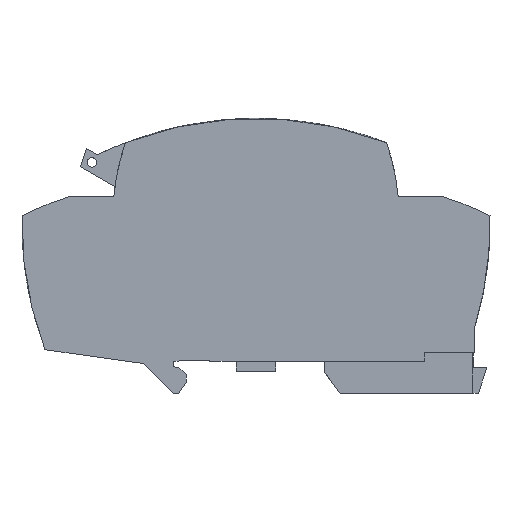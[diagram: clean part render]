
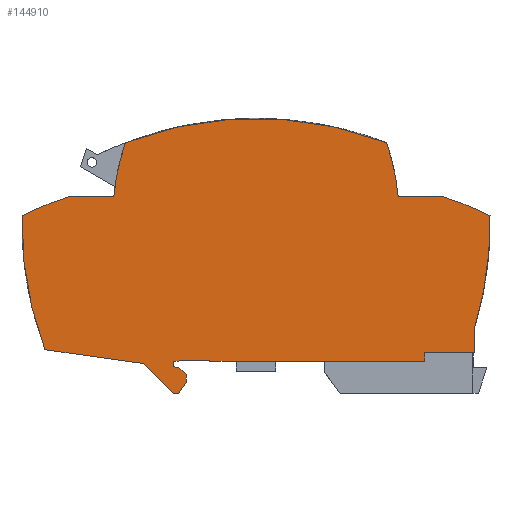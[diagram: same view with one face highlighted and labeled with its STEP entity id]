
A CAD part, left-side view. The second image highlights one B-rep face of the part: STEP entity #144910.
In plain terms, the highlighted planar face has unit normal (-1, 0, 0).
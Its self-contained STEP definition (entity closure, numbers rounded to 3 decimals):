
#3630=CARTESIAN_POINT('',(0.,14.662,
0.));
#3640=DIRECTION('',(0.,1.,0.));
#3650=VECTOR('',#3640,1.);
#3660=LINE('',#3630,#3650);
#3670=CARTESIAN_POINT('',(0.,66.364,
0.));
#3680=VERTEX_POINT('',#3670);
#3690=CARTESIAN_POINT('',(0.,67.434,
0.));
#3700=VERTEX_POINT('',#3690);
#3710=EDGE_CURVE('',#3680,#3700,#3660,.T.);
#10970=CARTESIAN_POINT('',(0.,14.662,
-8.363));
#10980=DIRECTION('',(0.,-0.966,
-0.259));
#10990=VECTOR('',#10980,1.);
#11000=LINE('',#10970,#10990);
#11010=CARTESIAN_POINT('',(0.,67.334,
5.75));
#11020=VERTEX_POINT('',#11010);
#11030=CARTESIAN_POINT('',(0.,66.036,
5.403));
#11040=VERTEX_POINT('',#11030);
#11050=EDGE_CURVE('',#11020,#11040,#11000,.T.);
#12330=CARTESIAN_POINT('',(0.,80.107,
41.95));
#12340=VERTEX_POINT('',#12330);
#12370=CARTESIAN_POINT('',(0.,49.999,
41.95));
#12380=DIRECTION('',(0.,-1.,0.));
#12390=VECTOR('',#12380,1.);
#12400=LINE('',#12370,#12390);
#12410=CARTESIAN_POINT('',(0.,89.564,
41.95));
#12420=VERTEX_POINT('',#12410);
#12430=EDGE_CURVE('',#12420,#12340,#12400,.T.);
#25080=CARTESIAN_POINT('',(0.,22.039,
53.415));
#25090=VERTEX_POINT('',#25080);
#25120=CARTESIAN_POINT('',(0.,49.834,
-18.501));
#25130=DIRECTION('',(1.,0.,0.));
#25140=DIRECTION('',(0.,0.,-1.));
#25150=AXIS2_PLACEMENT_3D('',#25120,#25130,#25140);
#25160=CIRCLE('',#25150,77.1);
#25170=CARTESIAN_POINT('',(0.,77.629,
53.415));
#25180=VERTEX_POINT('',#25170);
#25190=EDGE_CURVE('',#25180,#25090,#25160,.T.);
#35630=CARTESIAN_POINT('',(0.,14.662,
-1.939));
#35640=DIRECTION('',(0.,-0.99,
-0.14));
#35650=VECTOR('',#35640,1.);
#35660=LINE('',#35630,#35650);
#35670=CARTESIAN_POINT('',(0.,94.768,
9.35));
#35680=VERTEX_POINT('',#35670);
#35690=CARTESIAN_POINT('',(0.,73.834,
6.4));
#35700=VERTEX_POINT('',#35690);
#35710=EDGE_CURVE('',#35680,#35700,#35660,.T.);
#38050=CARTESIAN_POINT('',(0.,14.662,
41.95));
#38060=DIRECTION('',(0.,-1.,0.));
#38070=VECTOR('',#38060,1.);
#38080=LINE('',#38050,#38070);
#38090=CARTESIAN_POINT('',(0.,19.561,
41.95));
#38100=VERTEX_POINT('',#38090);
#38110=CARTESIAN_POINT('',(0.,10.104,
41.95));
#38120=VERTEX_POINT('',#38110);
#38130=EDGE_CURVE('',#38100,#38120,#38080,.T.);
#43330=CARTESIAN_POINT('',(0.,67.334,
21.653));
#43340=DIRECTION('',(0.,0.,-1.));
#43350=VECTOR('',#43340,1.);
#43360=LINE('',#43330,#43350);
#43370=CARTESIAN_POINT('',(0.,67.334,
6.85));
#43380=VERTEX_POINT('',#43370);
#43390=EDGE_CURVE('',#43380,#11020,#43360,.T.);
#45470=CARTESIAN_POINT('',(0.,82.286,
21.653));
#45480=DIRECTION('',(0.,-0.707,
-0.707));
#45490=VECTOR('',#45480,1.);
#45500=LINE('',#45470,#45490);
#45510=CARTESIAN_POINT('',(0.,64.684,
4.05));
#45520=VERTEX_POINT('',#45510);
#45530=EDGE_CURVE('',#11040,#45520,#45500,.T.);
#47850=CARTESIAN_POINT('',(0.,33.641,
-31.469));
#47860=DIRECTION('',(1.,0.,0.));
#47870=DIRECTION('',(0.,1.,0.));
#47880=AXIS2_PLACEMENT_3D('',#47850,#47860,#47870);
#47890=CIRCLE('',#47880,77.1);
#47900=CARTESIAN_POINT('',(0.,0.019,
37.914));
#47910=VERTEX_POINT('',#47900);
#47920=EDGE_CURVE('',#38120,#47910,#47890,.T.);
#51880=CARTESIAN_POINT('',(0.,76.,
36.2));
#51890=DIRECTION('',(-1.,0.,0.));
#51900=DIRECTION('',(0.,-0.99,
-0.139));
#51910=AXIS2_PLACEMENT_3D('',#51880,#51890,#51900);
#51920=CIRCLE('',#51910,76.);
#51930=CARTESIAN_POINT('',(0.,3.404,
13.709));
#51940=VERTEX_POINT('',#51930);
#51950=EDGE_CURVE('',#51940,#47910,#51920,.T.);
#72240=CARTESIAN_POINT('',(0.,89.086,
21.653));
#72250=DIRECTION('',(0.,0.707,
0.707));
#72260=VECTOR('',#72250,1.);
#72270=LINE('',#72240,#72260);
#72280=EDGE_CURVE('',#3700,#35700,#72270,.T.);
#73870=CARTESIAN_POINT('',(0.,14.662,
11.459));
#73880=DIRECTION('',(0.,-0.996,
0.087));
#73890=VECTOR('',#73880,1.);
#73900=LINE('',#73870,#73890);
#73910=CARTESIAN_POINT('',(0.,65.048,
7.05));
#73920=VERTEX_POINT('',#73910);
#73930=EDGE_CURVE('',#43380,#73920,#73900,.T.);
#77450=CARTESIAN_POINT('',(0.,51.203,
21.653));
#77460=DIRECTION('',(0.,0.574,
-0.819));
#77470=VECTOR('',#77460,1.);
#77480=LINE('',#77450,#77470);
#77490=CARTESIAN_POINT('',(0.,64.684,
2.4));
#77500=VERTEX_POINT('',#77490);
#77510=EDGE_CURVE('',#77500,#3680,#77480,.T.);
#83150=CARTESIAN_POINT('',(0.,66.028,
-31.469));
#83160=DIRECTION('',(-1.,0.,0.));
#83170=DIRECTION('',(0.,1.,0.));
#83180=AXIS2_PLACEMENT_3D('',#83150,#83160,#83170);
#83190=CIRCLE('',#83180,77.1);
#83200=CARTESIAN_POINT('',(0.,99.649,
37.914));
#83210=VERTEX_POINT('',#83200);
#83220=EDGE_CURVE('',#12420,#83210,#83190,.T.);
#86230=CARTESIAN_POINT('',(0.,23.668,
36.2));
#86240=DIRECTION('',(1.,0.,0.));
#86250=DIRECTION('',(0.,0.99,
-0.139));
#86260=AXIS2_PLACEMENT_3D('',#86230,#86240,#86250);
#86270=CIRCLE('',#86260,76.);
#86280=EDGE_CURVE('',#35680,#83210,#86270,.T.);
#89620=CARTESIAN_POINT('',(0.,49.999,
6.85));
#89630=DIRECTION('',(0.,1.,0.));
#89640=VECTOR('',#89630,1.);
#89650=LINE('',#89620,#89640);
#89660=CARTESIAN_POINT('',(0.,13.944,
6.85));
#89670=VERTEX_POINT('',#89660);
#89680=CARTESIAN_POINT('',(0.,59.634,
6.85));
#89690=VERTEX_POINT('',#89680);
#89700=EDGE_CURVE('',#89670,#89690,#89650,.T.);
#106020=CARTESIAN_POINT('',(0.,14.662,
7.05));
#106030=DIRECTION('',(0.,-1.,0.));
#106040=VECTOR('',#106030,1.);
#106050=LINE('',#106020,#106040);
#106060=CARTESIAN_POINT('',(0.,59.634,
7.05));
#106070=VERTEX_POINT('',#106060);
#106080=EDGE_CURVE('',#73920,#106070,#106050,.T.);
#113290=CARTESIAN_POINT('',(0.,59.634,
57.182));
#113300=DIRECTION('',(0.,0.,1.));
#113310=VECTOR('',#113300,1.);
#113320=LINE('',#113290,#113310);
#113330=EDGE_CURVE('',#89690,#106070,#113320,.T.);
#117770=CARTESIAN_POINT('',(0.,64.684,
21.653));
#117780=DIRECTION('',(0.,0.,-1.));
#117790=VECTOR('',#117780,1.);
#117800=LINE('',#117770,#117790);
#117810=EDGE_CURVE('',#45520,#77500,#117800,.T.);
#129340=CARTESIAN_POINT('',(0.,13.944,
8.75));
#129350=VERTEX_POINT('',#129340);
#129380=CARTESIAN_POINT('',(0.,14.662,
8.75));
#129390=DIRECTION('',(0.,1.,0.));
#129400=VECTOR('',#129390,1.);
#129410=LINE('',#129380,#129400);
#129420=CARTESIAN_POINT('',(0.,3.404,
8.75));
#129430=VERTEX_POINT('',#129420);
#129440=EDGE_CURVE('',#129430,#129350,#129410,.T.);
#138330=CARTESIAN_POINT('',(0.,3.404,
21.653));
#138340=DIRECTION('',(0.,0.,1.));
#138350=VECTOR('',#138340,1.);
#138360=LINE('',#138330,#138350);
#138370=EDGE_CURVE('',#129430,#51940,#138360,.T.);
#144430=CARTESIAN_POINT('',(0.,49.999,
57.182));
#144440=DIRECTION('',(1.,0.,0.));
#144450=DIRECTION('',(0.,1.,0.));
#144460=AXIS2_PLACEMENT_3D('',#144430,#144440,#144450);
#144470=PLANE('',#144460);
#144480=ORIENTED_EDGE('',*,*,#106080,.T.);
#144490=ORIENTED_EDGE('',*,*,#73930,.T.);
#144500=ORIENTED_EDGE('',*,*,#43390,.F.);
#144510=ORIENTED_EDGE('',*,*,#11050,.F.);
#144520=ORIENTED_EDGE('',*,*,#45530,.F.);
#144530=ORIENTED_EDGE('',*,*,#117810,.F.);
#144540=ORIENTED_EDGE('',*,*,#77510,.F.);
#144550=ORIENTED_EDGE('',*,*,#3710,.F.);
#144560=ORIENTED_EDGE('',*,*,#72280,.F.);
#144570=ORIENTED_EDGE('',*,*,#35710,.T.);
#144580=ORIENTED_EDGE('',*,*,#86280,.F.);
#144590=ORIENTED_EDGE('',*,*,#83220,.T.);
#144600=ORIENTED_EDGE('',*,*,#12430,.F.);
#144610=CARTESIAN_POINT('',(0.,30.334,
37.191));
#144620=DIRECTION('',(-1.,0.,0.));
#144630=DIRECTION('',(0.,1.,0.));
#144640=AXIS2_PLACEMENT_3D('',#144610,#144620,#144630);
#144650=CIRCLE('',#144640,50.);
#144660=EDGE_CURVE('',#25180,#12340,#144650,.T.);
#144670=ORIENTED_EDGE('',*,*,#144660,.T.);
#144680=ORIENTED_EDGE('',*,*,#25190,.F.);
#144690=CARTESIAN_POINT('',(0.,69.334,
37.191));
#144700=DIRECTION('',(1.,0.,0.));
#144710=DIRECTION('',(0.,1.,0.));
#144720=AXIS2_PLACEMENT_3D('',#144690,#144700,#144710);
#144730=CIRCLE('',#144720,50.);
#144740=EDGE_CURVE('',#25090,#38100,#144730,.T.);
#144750=ORIENTED_EDGE('',*,*,#144740,.F.);
#144760=ORIENTED_EDGE('',*,*,#38130,.F.);
#144770=ORIENTED_EDGE('',*,*,#47920,.F.);
#144780=ORIENTED_EDGE('',*,*,#51950,.T.);
#144790=ORIENTED_EDGE('',*,*,#138370,.T.);
#144800=ORIENTED_EDGE('',*,*,#129440,.F.);
#144810=CARTESIAN_POINT('',(0.,13.944,
57.182));
#144820=DIRECTION('',(0.,0.,1.));
#144830=VECTOR('',#144820,1.);
#144840=LINE('',#144810,#144830);
#144850=EDGE_CURVE('',#89670,#129350,#144840,.T.);
#144860=ORIENTED_EDGE('',*,*,#144850,.T.);
#144870=ORIENTED_EDGE('',*,*,#89700,.F.);
#144880=ORIENTED_EDGE('',*,*,#113330,.F.);
#144890=EDGE_LOOP('',(#144880,#144870,#144860,#144800,#144790,#144780,
#144770,#144760,#144750,#144680,#144670,#144600,#144590,#144580,#144570,
#144560,#144550,#144540,#144530,#144520,#144510,#144500,#144490,#144480)
);
#144900=FACE_OUTER_BOUND('',#144890,.T.);
#144910=ADVANCED_FACE('',(#144900),#144470,.F.);
